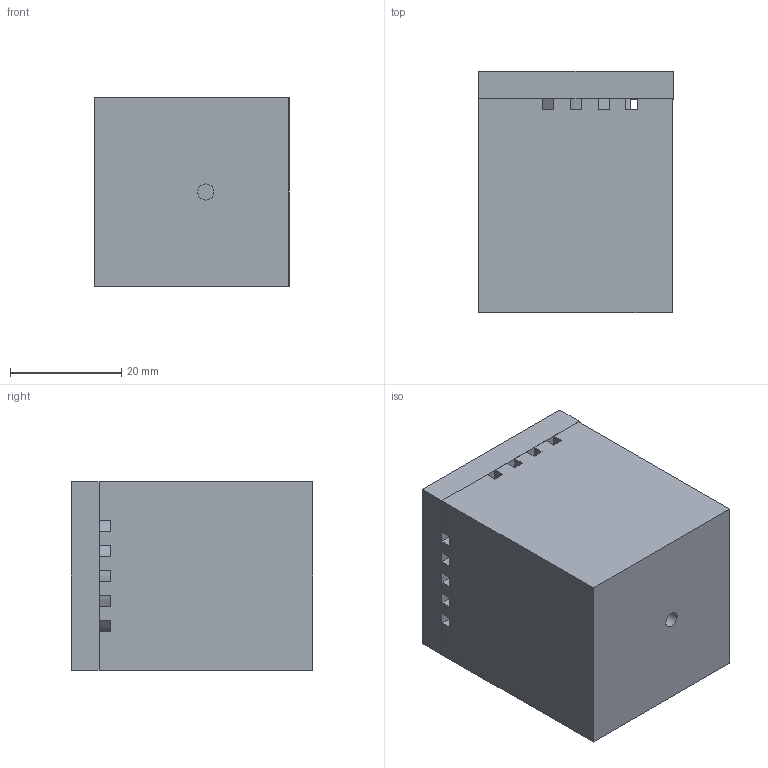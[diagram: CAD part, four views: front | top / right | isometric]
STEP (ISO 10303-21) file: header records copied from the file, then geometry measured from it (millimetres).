
FILE_DESCRIPTION(/* description */ (''),/* implementation_level */ '2;1');
FILE_NAME(/* name */ 'mosquito magnum+_Sock v2.step',/* time_stamp */ '2021-11-03T00:04:13-05:00',/* author */ (''),/* organization */ (''),/* preprocessor_version */ 'ST-DEVELOPER v18.1',/* originating_system */ 'Autodesk Translation Framework v10.10.0.1391',/* authorisation */ '');
FILE_SCHEMA (('AUTOMOTIVE_DESIGN { 1 0 10303 214 3 1 1 }'));
Length unit declared in the file: millimetre
Products named in the file (3): mosquito magnum+_Sock; Mold -external; Core
Assembly tree (2 placements, depth 3):
  mosquito magnum+_Sock
    Mold -external
      Core
Bounding box: 35 x 43.5 x 34 mm (x, y, z)
Volume: 46345.3 mm3; surface area: 15940.3 mm2
Topology: 2 solids, 2 shells, 150 faces, 391 edges, 254 vertices
Faces by surface type: plane 99, cylinder 30, torus 17, bspline 4
Full cylindrical faces by diameter (mm): 2.05 x3, 2.9 x1, 3.5 x4, 5.3 x1, 5.4 x4, 9 x1, 12 x1
Entity records: 5009 total; most frequent: CARTESIAN_POINT 1155, DIRECTION 806, ORIENTED_EDGE 780, EDGE_CURVE 390, AXIS2_PLACEMENT_3D 278, VERTEX_POINT 254, LINE 250, VECTOR 250
